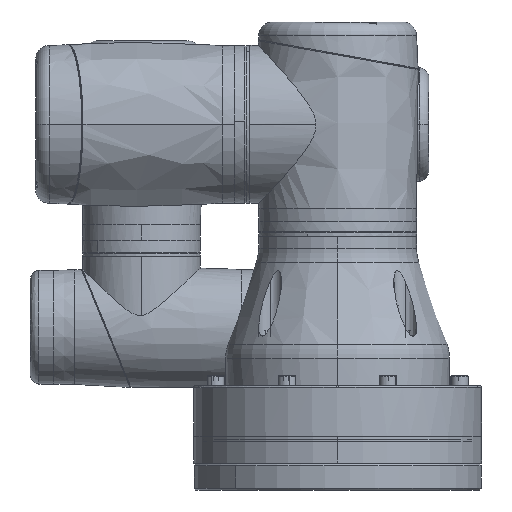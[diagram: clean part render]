
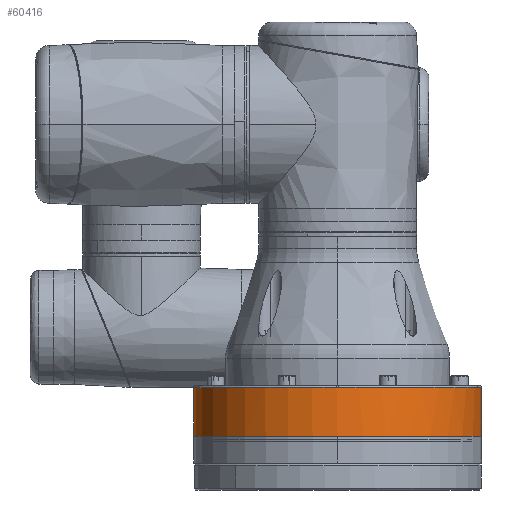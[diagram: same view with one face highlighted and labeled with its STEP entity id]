
A CAD part, left-side view. The second image highlights one B-rep face of the part: STEP entity #60416.
In plain terms, the highlighted cylindrical face has radius 83 mm (diameter 166 mm), a partial arc.
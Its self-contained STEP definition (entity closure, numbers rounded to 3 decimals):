
#2854 = VECTOR ( 'NONE', #7704, 1000. ) ;
#3571 = EDGE_CURVE ( 'NONE', #73911, #52694, #5689, .T. ) ;
#3752 = DIRECTION ( 'NONE',  ( 0., -1., 0. ) ) ;
#4324 = VERTEX_POINT ( 'NONE', #63015 ) ;
#4339 = DIRECTION ( 'NONE',  ( 0., 0., 1. ) ) ;
#5689 = LINE ( 'NONE', #51000, #64922 ) ;
#5748 = CARTESIAN_POINT ( 'NONE',  ( 0., 16., -83. ) ) ;
#7704 = DIRECTION ( 'NONE',  ( 0., -1., 0. ) ) ;
#9474 = DIRECTION ( 'NONE',  ( 0., 1., 0. ) ) ;
#9701 = CIRCLE ( 'NONE', #19241, 83. ) ;
#10621 = ORIENTED_EDGE ( 'NONE', *, *, #59702, .T. ) ;
#13605 = CARTESIAN_POINT ( 'NONE',  ( 0., 44., 0. ) ) ;
#18094 = LINE ( 'NONE', #53624, #2854 ) ;
#18643 = ORIENTED_EDGE ( 'NONE', *, *, #23914, .F. ) ;
#19241 = AXIS2_PLACEMENT_3D ( 'NONE', #43865, #9474, #49630 ) ;
#19401 = DIRECTION ( 'NONE',  ( 1., 0., 0.008 ) ) ;
#21552 = AXIS2_PLACEMENT_3D ( 'NONE', #69172, #63102, #63592 ) ;
#21591 = ORIENTED_EDGE ( 'NONE', *, *, #3571, .T. ) ;
#23914 = EDGE_CURVE ( 'NONE', #73911, #4324, #45081, .T. ) ;
#24871 = AXIS2_PLACEMENT_3D ( 'NONE', #73075, #38683, #4339 ) ;
#27134 = ORIENTED_EDGE ( 'NONE', *, *, #51921, .F. ) ;
#33202 = CIRCLE ( 'NONE', #24871, 83. ) ;
#36287 = VERTEX_POINT ( 'NONE', #53013 ) ;
#37296 = ORIENTED_EDGE ( 'NONE', *, *, #55421, .F. ) ;
#38683 = DIRECTION ( 'NONE',  ( 0., 1., 0. ) ) ;
#40970 = VERTEX_POINT ( 'NONE', #54333 ) ;
#42029 = FACE_OUTER_BOUND ( 'NONE', #56891, .T. ) ;
#43865 = CARTESIAN_POINT ( 'NONE',  ( 0., 44., 0. ) ) ;
#45081 = CIRCLE ( 'NONE', #53698, 83. ) ;
#47025 = CARTESIAN_POINT ( 'NONE',  ( 0., 44., -83. ) ) ;
#49630 = DIRECTION ( 'NONE',  ( 1., 0., 0.008 ) ) ;
#51000 = CARTESIAN_POINT ( 'NONE',  ( 0., 45., -83. ) ) ;
#51921 = EDGE_CURVE ( 'NONE', #36287, #40970, #18094, .T. ) ;
#52694 = VERTEX_POINT ( 'NONE', #5748 ) ;
#53013 = CARTESIAN_POINT ( 'NONE',  ( 0., 44., 83. ) ) ;
#53624 = CARTESIAN_POINT ( 'NONE',  ( 0., 45., 83. ) ) ;
#53698 = AXIS2_PLACEMENT_3D ( 'NONE', #13605, #53743, #19401 ) ;
#53743 = DIRECTION ( 'NONE',  ( 0., 1., 0. ) ) ;
#54333 = CARTESIAN_POINT ( 'NONE',  ( 0., 16., 83. ) ) ;
#55421 = EDGE_CURVE ( 'NONE', #4324, #36287, #9701, .T. ) ;
#56891 = EDGE_LOOP ( 'NONE', ( #18643, #21591, #10621, #27134, #37296 ) ) ;
#59702 = EDGE_CURVE ( 'NONE', #52694, #40970, #33202, .T. ) ;
#60416 = ADVANCED_FACE ( 'NONE', ( #42029 ), #65357, .T. ) ;
#63015 = CARTESIAN_POINT ( 'NONE',  ( -82.997, 44., -0.674 ) ) ;
#63102 = DIRECTION ( 'NONE',  ( 0., -1., 0. ) ) ;
#63592 = DIRECTION ( 'NONE',  ( 0., 0., 1. ) ) ;
#64922 = VECTOR ( 'NONE', #3752, 1000. ) ;
#65357 = CYLINDRICAL_SURFACE ( 'NONE', #21552, 83. ) ;
#69172 = CARTESIAN_POINT ( 'NONE',  ( 0., 45., 0. ) ) ;
#73075 = CARTESIAN_POINT ( 'NONE',  ( 0., 16., 0. ) ) ;
#73911 = VERTEX_POINT ( 'NONE', #47025 ) ;
